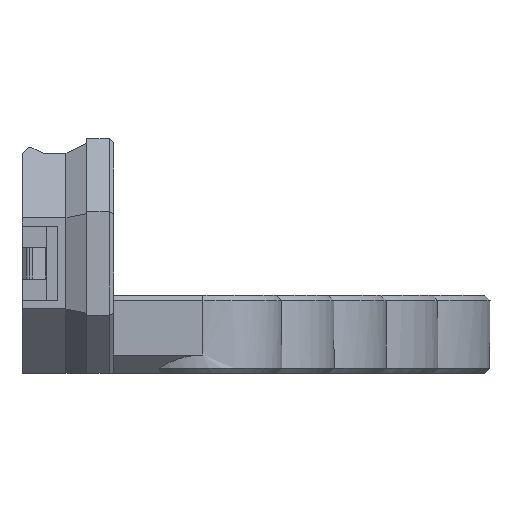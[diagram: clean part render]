
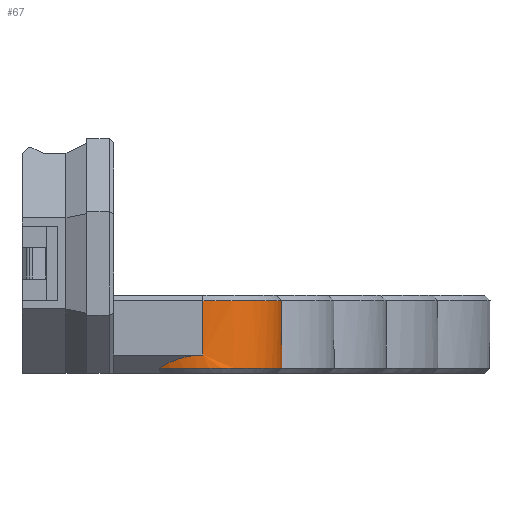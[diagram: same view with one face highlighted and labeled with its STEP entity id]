
A CAD part, left-side view. The second image highlights one B-rep face of the part: STEP entity #67.
In plain terms, the highlighted free-form (B-spline) face has degree [2, 1] with [5, 2] control points.
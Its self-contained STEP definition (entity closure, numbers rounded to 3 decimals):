
#22 = VERTEX_POINT('',#23);
#23 = CARTESIAN_POINT('',(298.201,-28.848,
    30.553));
#42 = VERTEX_POINT('',#43);
#43 = CARTESIAN_POINT('',(312.305,-28.846,
    30.553));
#49 = EDGE_CURVE('',#22,#42,#50,.T.);
#50 = ( BOUNDED_CURVE() B_SPLINE_CURVE(2,(#51,#52,#53,#54,#55),
.UNSPECIFIED.,.F.,.F.) B_SPLINE_CURVE_WITH_KNOTS((3,2,3),(2.555
,4.713,6.87),.PIECEWISE_BEZIER_KNOTS.) CURVE() 
GEOMETRIC_REPRESENTATION_ITEM() RATIONAL_B_SPLINE_CURVE((1.,
0.473,1.,0.473,1.)) REPRESENTATION_ITEM('') );
#51 = CARTESIAN_POINT('',(298.201,-28.848,
    30.553));
#52 = CARTESIAN_POINT('',(289.463,-42.002,30.553
    ));
#53 = CARTESIAN_POINT('',(305.255,-42.,
    30.553));
#54 = CARTESIAN_POINT('',(321.047,-41.998,
    30.553));
#55 = CARTESIAN_POINT('',(312.305,-28.846,
    30.553));
#67 = ADVANCED_FACE('',(#68),#109,.T.);
#68 = FACE_BOUND('',#69,.T.);
#69 = EDGE_LOOP('',(#70,#71,#79,#86,#96,#103));
#70 = ORIENTED_EDGE('',*,*,#49,.T.);
#71 = ORIENTED_EDGE('',*,*,#72,.T.);
#72 = EDGE_CURVE('',#42,#73,#75,.T.);
#73 = VERTEX_POINT('',#74);
#74 = CARTESIAN_POINT('',(313.721,-33.533,31.969
    ));
#75 = ( BOUNDED_CURVE() B_SPLINE_CURVE(2,(#76,#77,#78),.UNSPECIFIED.,.F.
,.F.) B_SPLINE_CURVE_WITH_KNOTS((3,3),(2.555,3.142),
.PIECEWISE_BEZIER_KNOTS.) CURVE() GEOMETRIC_REPRESENTATION_ITEM() 
RATIONAL_B_SPLINE_CURVE((1.,0.957,1.)) REPRESENTATION_ITEM('') 
  );
#76 = CARTESIAN_POINT('',(312.305,-28.846,
    30.553));
#77 = CARTESIAN_POINT('',(313.721,-30.976,
    31.969));
#78 = CARTESIAN_POINT('',(313.721,-33.533,31.969
    ));
#79 = ORIENTED_EDGE('',*,*,#80,.F.);
#80 = EDGE_CURVE('',#81,#73,#83,.T.);
#81 = VERTEX_POINT('',#82);
#82 = CARTESIAN_POINT('',(313.721,-33.533,
    37.795));
#83 = B_SPLINE_CURVE_WITH_KNOTS('',1,(#84,#85),.UNSPECIFIED.,.F.,.F.,(2,
    2),(4.288,9.517),.PIECEWISE_BEZIER_KNOTS.);
#84 = CARTESIAN_POINT('',(313.721,-33.533,
    37.795));
#85 = CARTESIAN_POINT('',(313.721,-33.533,31.969
    ));
#86 = ORIENTED_EDGE('',*,*,#87,.T.);
#87 = EDGE_CURVE('',#81,#88,#90,.T.);
#88 = VERTEX_POINT('',#89);
#89 = CARTESIAN_POINT('',(296.787,-33.533,37.795
    ));
#90 = ( BOUNDED_CURVE() B_SPLINE_CURVE(2,(#91,#92,#93,#94,#95),
.UNSPECIFIED.,.F.,.F.) B_SPLINE_CURVE_WITH_KNOTS((3,2,3),(3.142
,4.712,6.283),.PIECEWISE_BEZIER_KNOTS.) CURVE() 
GEOMETRIC_REPRESENTATION_ITEM() RATIONAL_B_SPLINE_CURVE((1.,
0.707,1.,0.707,1.)) REPRESENTATION_ITEM('') );
#91 = CARTESIAN_POINT('',(313.721,-33.533,
    37.795));
#92 = CARTESIAN_POINT('',(313.721,-42.,
    37.795));
#93 = CARTESIAN_POINT('',(305.254,-42.,
    37.795));
#94 = CARTESIAN_POINT('',(296.787,-42.,
    37.795));
#95 = CARTESIAN_POINT('',(296.787,-33.533,37.795
    ));
#96 = ORIENTED_EDGE('',*,*,#97,.F.);
#97 = EDGE_CURVE('',#98,#88,#100,.T.);
#98 = VERTEX_POINT('',#99);
#99 = CARTESIAN_POINT('',(296.787,-33.533,
    31.968));
#100 = B_SPLINE_CURVE_WITH_KNOTS('',1,(#101,#102),.UNSPECIFIED.,.F.,.F.,
  (2,2),(-3.989,1.241),.PIECEWISE_BEZIER_KNOTS.);
#101 = CARTESIAN_POINT('',(296.787,-33.533,
    31.968));
#102 = CARTESIAN_POINT('',(296.787,-33.533,
    37.795));
#103 = ORIENTED_EDGE('',*,*,#104,.F.);
#104 = EDGE_CURVE('',#22,#98,#105,.T.);
#105 = ( BOUNDED_CURVE() B_SPLINE_CURVE(2,(#106,#107,#108),
.UNSPECIFIED.,.F.,.F.) B_SPLINE_CURVE_WITH_KNOTS((3,3),(5.697,
6.283),.PIECEWISE_BEZIER_KNOTS.) CURVE() 
GEOMETRIC_REPRESENTATION_ITEM() RATIONAL_B_SPLINE_CURVE((1.,
0.957,1.)) REPRESENTATION_ITEM('') );
#106 = CARTESIAN_POINT('',(298.201,-28.848,
    30.553));
#107 = CARTESIAN_POINT('',(296.787,-30.977,
    31.968));
#108 = CARTESIAN_POINT('',(296.787,-33.533,
    31.968));
#109 = ( BOUNDED_SURFACE() B_SPLINE_SURFACE(2,1,(
    (#110,#111)
    ,(#112,#113)
    ,(#114,#115)
    ,(#116,#117)
,(#118,#119
    )),.UNSPECIFIED.,.F.,.F.,.F.) B_SPLINE_SURFACE_WITH_KNOTS((3,2,3),(2
    ,2),(-2.157,0.,2.157),(
    -7.,-0.5),.UNSPECIFIED.) 
GEOMETRIC_REPRESENTATION_ITEM() RATIONAL_B_SPLINE_SURFACE((
    (1.,1.)
    ,(0.473,0.473)
    ,(1.,1.)
    ,(0.473,0.473)
,(1.,1.))) REPRESENTATION_ITEM('') SURFACE() );
#110 = CARTESIAN_POINT('',(312.305,-28.846,
    37.795));
#111 = CARTESIAN_POINT('',(312.305,-28.846,
    30.553));
#112 = CARTESIAN_POINT('',(321.047,-41.998,
    37.795));
#113 = CARTESIAN_POINT('',(321.047,-41.998,
    30.553));
#114 = CARTESIAN_POINT('',(305.255,-42.,
    37.795));
#115 = CARTESIAN_POINT('',(305.255,-42.,
    30.553));
#116 = CARTESIAN_POINT('',(289.463,-42.002,
    37.795));
#117 = CARTESIAN_POINT('',(289.463,-42.002,
    30.553));
#118 = CARTESIAN_POINT('',(298.201,-28.848,
    37.795));
#119 = CARTESIAN_POINT('',(298.201,-28.848,
    30.553));
